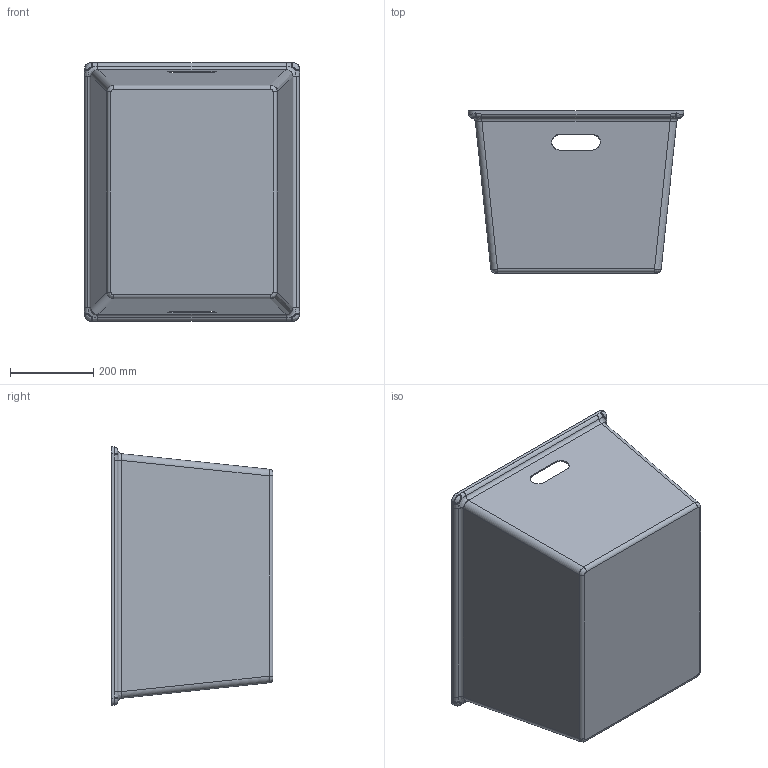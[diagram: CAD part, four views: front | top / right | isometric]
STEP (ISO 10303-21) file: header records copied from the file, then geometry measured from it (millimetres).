
FILE_DESCRIPTION((''),'2;1');
FILE_NAME('Chassis_Bac_Déchets.stp','2010-09-21T11:54:58',('claivier'),(''),'Autodesk Inventor 11','Autodesk Inventor 11','');
FILE_SCHEMA(('AUTOMOTIVE_DESIGN { 1 0 10303 214 1 1 1 1 }'));
Length unit declared in the file: millimetre
Products named in the file (1): Chassis_Bac_Déchets_1
Bounding box: 517 x 387.96 x 620.45 mm (x, y, z)
Volume: 2919020.6 mm3; surface area: 1954473.3 mm2
Topology: 1 solids, 1 shells, 131 faces, 304 edges, 176 vertices
Faces by surface type: cylinder 52, bspline 52, plane 27
Entity records: 6485 total; most frequent: CARTESIAN_POINT 3612, ORIENTED_EDGE 608, DIRECTION 576, EDGE_CURVE 304, AXIS2_PLACEMENT_3D 224, VERTEX_POINT 176, EDGE_LOOP 136, FACE_OUTER_BOUND 131
